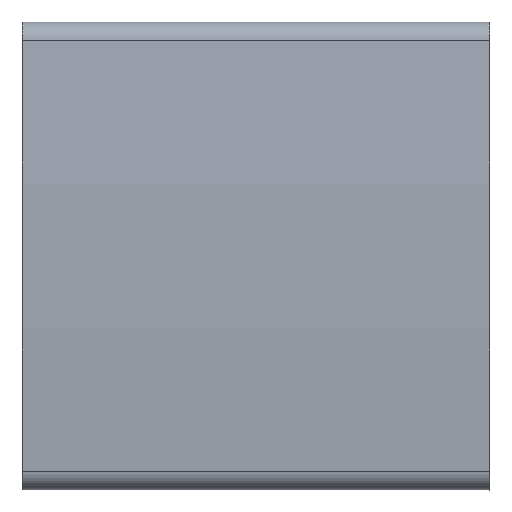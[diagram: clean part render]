
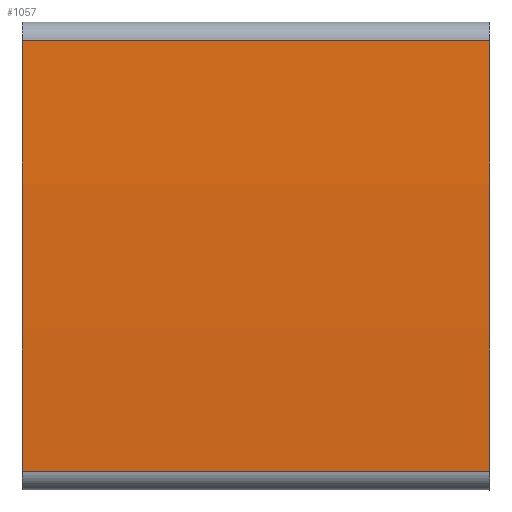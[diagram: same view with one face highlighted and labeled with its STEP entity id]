
A CAD part, left-side view. The second image highlights one B-rep face of the part: STEP entity #1057.
In plain terms, the highlighted cylindrical face has radius 409.083 mm (diameter 818.167 mm), a partial arc.
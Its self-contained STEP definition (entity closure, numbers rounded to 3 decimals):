
#70=FACE_OUTER_BOUND('',#131,.T.);
#131=EDGE_LOOP('',(#746,#747,#748,#749));
#197=LINE('',#1594,#307);
#198=LINE('',#1600,#308);
#307=VECTOR('',#1277,10.);
#308=VECTOR('',#1284,10.);
#420=CIRCLE('',#1143,409.083);
#421=CIRCLE('',#1144,409.083);
#468=VERTEX_POINT('',#1591);
#469=VERTEX_POINT('',#1593);
#470=VERTEX_POINT('',#1597);
#471=VERTEX_POINT('',#1599);
#578=EDGE_CURVE('',#468,#469,#197,.T.);
#580=EDGE_CURVE('',#468,#470,#420,.T.);
#581=EDGE_CURVE('',#470,#471,#198,.T.);
#582=EDGE_CURVE('',#469,#471,#421,.T.);
#746=ORIENTED_EDGE('',*,*,#580,.T.);
#747=ORIENTED_EDGE('',*,*,#581,.T.);
#748=ORIENTED_EDGE('',*,*,#582,.F.);
#749=ORIENTED_EDGE('',*,*,#578,.F.);
#1032=CYLINDRICAL_SURFACE('',#1142,409.083);
#1057=ADVANCED_FACE('',(#70),#1032,.T.);
#1142=AXIS2_PLACEMENT_3D('',#1596,#1280,#1281);
#1143=AXIS2_PLACEMENT_3D('',#1598,#1282,#1283);
#1144=AXIS2_PLACEMENT_3D('',#1601,#1285,#1286);
#1277=DIRECTION('',(0.,1.,0.));
#1280=DIRECTION('center_axis',(0.,-1.,0.));
#1281=DIRECTION('ref_axis',(-0.996,0.,-0.086));
#1282=DIRECTION('center_axis',(0.,1.,0.));
#1283=DIRECTION('ref_axis',(-0.996,0.,-0.086));
#1284=DIRECTION('',(0.,1.,0.));
#1285=DIRECTION('center_axis',(0.,1.,0.));
#1286=DIRECTION('ref_axis',(-0.996,0.,-0.086));
#1591=CARTESIAN_POINT('',(1.726,30.,75.764));
#1593=CARTESIAN_POINT('',(1.726,100.,75.764));
#1594=CARTESIAN_POINT('',(1.726,99.,75.764));
#1596=CARTESIAN_POINT('Origin',(409.537,95.,108.));
#1597=CARTESIAN_POINT('',(1.726,30.,140.236));
#1598=CARTESIAN_POINT('Origin',(409.537,30.,108.));
#1599=CARTESIAN_POINT('',(1.726,100.,140.236));
#1600=CARTESIAN_POINT('',(1.726,99.,140.236));
#1601=CARTESIAN_POINT('Origin',(409.537,100.,108.));
